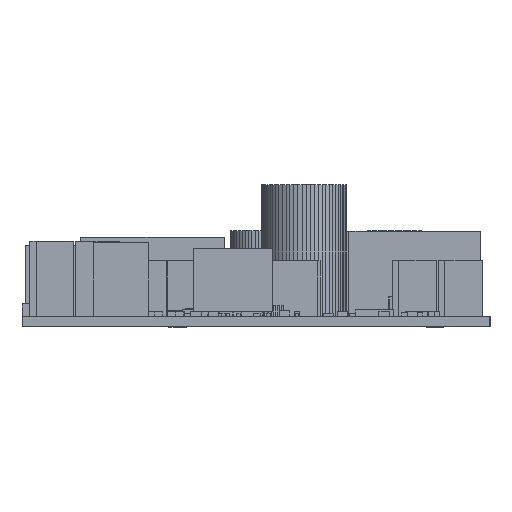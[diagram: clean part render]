
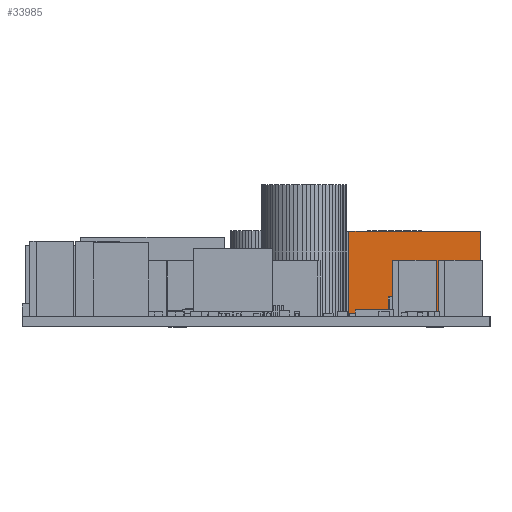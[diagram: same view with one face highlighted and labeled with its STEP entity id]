
A CAD part, left-side view. The second image highlights one B-rep face of the part: STEP entity #33985.
In plain terms, the highlighted face is planar.
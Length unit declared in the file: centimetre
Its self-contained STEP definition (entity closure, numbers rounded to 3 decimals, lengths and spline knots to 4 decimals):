
#3050=PLANE('',#38324);
#4675=FACE_OUTER_BOUND('',#7726,.T.);
#7726=EDGE_LOOP('',(#28608,#28609,#28610,#28611));
#9625=LINE('',#54493,#12672);
#9626=LINE('',#54496,#12673);
#9627=LINE('',#54498,#12674);
#9628=LINE('',#54499,#12675);
#12672=VECTOR('',#45222,1.);
#12673=VECTOR('',#45225,1.);
#12674=VECTOR('',#45226,1.);
#12675=VECTOR('',#45227,1.);
#17709=VERTEX_POINT('',#54489);
#17710=VERTEX_POINT('',#54491);
#17711=VERTEX_POINT('',#54495);
#17712=VERTEX_POINT('',#54497);
#21553=EDGE_CURVE('',#17709,#17710,#9625,.T.);
#21554=EDGE_CURVE('',#17709,#17711,#9626,.T.);
#21555=EDGE_CURVE('',#17712,#17710,#9627,.T.);
#21556=EDGE_CURVE('',#17711,#17712,#9628,.T.);
#28608=ORIENTED_EDGE('',*,*,#21554,.F.);
#28609=ORIENTED_EDGE('',*,*,#21553,.T.);
#28610=ORIENTED_EDGE('',*,*,#21555,.F.);
#28611=ORIENTED_EDGE('',*,*,#21556,.F.);
#33985=ADVANCED_FACE('',(#4675),#3050,.T.);
#38324=AXIS2_PLACEMENT_3D('',#54494,#45223,#45224);
#45222=DIRECTION('',(0.,0.,1.));
#45223=DIRECTION('center_axis',(0.,-1.,0.));
#45224=DIRECTION('ref_axis',(1.,0.,0.));
#45225=DIRECTION('',(-1.,0.,0.));
#45226=DIRECTION('',(1.,0.,0.));
#45227=DIRECTION('',(0.,0.,1.));
#54489=CARTESIAN_POINT('',(0.997,-0.3556,0.));
#54491=CARTESIAN_POINT('',(0.997,-0.3556,1.292));
#54493=CARTESIAN_POINT('',(0.997,-0.3556,0.));
#54494=CARTESIAN_POINT('Origin',(-0.997,-0.3556,0.));
#54495=CARTESIAN_POINT('',(-0.997,-0.3556,0.));
#54496=CARTESIAN_POINT('',(0.997,-0.3556,0.));
#54497=CARTESIAN_POINT('',(-0.997,-0.3556,1.292));
#54498=CARTESIAN_POINT('',(0.997,-0.3556,1.292));
#54499=CARTESIAN_POINT('',(-0.997,-0.3556,0.));
